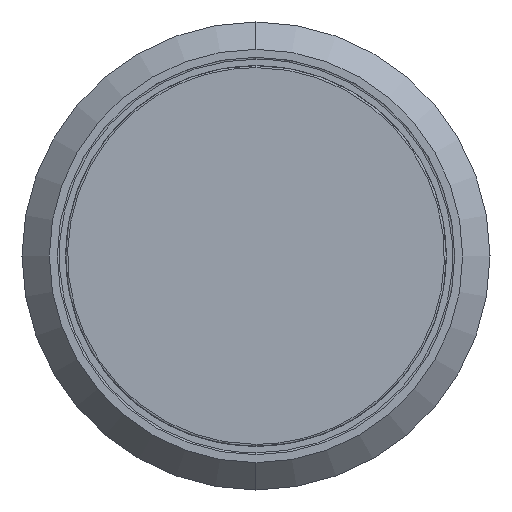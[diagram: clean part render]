
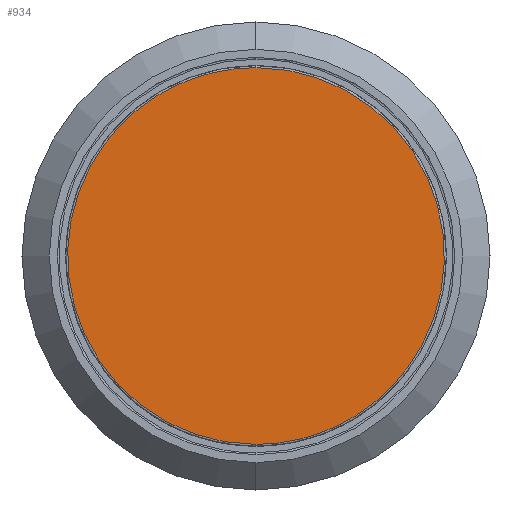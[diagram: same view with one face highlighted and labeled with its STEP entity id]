
A CAD part, left-side view. The second image highlights one B-rep face of the part: STEP entity #934.
In plain terms, the highlighted planar face has unit normal (-1, 0, 0).
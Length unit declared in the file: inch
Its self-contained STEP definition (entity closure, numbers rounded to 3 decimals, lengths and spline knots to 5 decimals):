
#73 = CARTESIAN_POINT ( 'NONE',  ( -0.17717, -0.38031, -0.19016 ) ) ;
#138 = CARTESIAN_POINT ( 'NONE',  ( -0.17717, 0., -0.19016 ) ) ;
#247 = ORIENTED_EDGE ( 'NONE', *, *, #2651, .F. ) ;
#366 = CARTESIAN_POINT ( 'NONE',  ( -0.17717, 0.38031, -0.19016 ) ) ;
#432 =( BOUNDED_CURVE ( )  B_SPLINE_CURVE ( 3, ( #1173, #1103, #73, #2479 ),
 .UNSPECIFIED., .F., .F. ) 
 B_SPLINE_CURVE_WITH_KNOTS ( ( 4, 4 ),
 ( 0., 1. ),
 .UNSPECIFIED. ) 
 CURVE ( )  GEOMETRIC_REPRESENTATION_ITEM ( )  RATIONAL_B_SPLINE_CURVE ( ( 1., 0.333, 0.333, 1. ) ) 
 REPRESENTATION_ITEM ( '' )  );
#915 = EDGE_CURVE ( 'NONE', #2795, #2722, #432, .T. ) ;
#934 = ADVANCED_FACE ( 'NONE', ( #1539 ), #2303, .F. ) ;
#1050 = EDGE_LOOP ( 'NONE', ( #247, #1735 ) ) ;
#1103 = CARTESIAN_POINT ( 'NONE',  ( -0.17717, -0.38031, 0.19016 ) ) ;
#1173 = CARTESIAN_POINT ( 'NONE',  ( -0.17717, 0., 0.19016 ) ) ;
#1223 =( BOUNDED_CURVE ( )  B_SPLINE_CURVE ( 3, ( #138, #366, #1478, #1718 ),
 .UNSPECIFIED., .F., .F. ) 
 B_SPLINE_CURVE_WITH_KNOTS ( ( 4, 4 ),
 ( 0., 1. ),
 .UNSPECIFIED. ) 
 CURVE ( )  GEOMETRIC_REPRESENTATION_ITEM ( )  RATIONAL_B_SPLINE_CURVE ( ( 1., 0.333, 0.333, 1. ) ) 
 REPRESENTATION_ITEM ( '' )  );
#1412 = CARTESIAN_POINT ( 'NONE',  ( -0.17717, 0., 0. ) ) ;
#1478 = CARTESIAN_POINT ( 'NONE',  ( -0.17717, 0.38031, 0.19016 ) ) ;
#1539 = FACE_OUTER_BOUND ( 'NONE', #1050, .T. ) ;
#1718 = CARTESIAN_POINT ( 'NONE',  ( -0.17717, 0., 0.19016 ) ) ;
#1735 = ORIENTED_EDGE ( 'NONE', *, *, #915, .F. ) ;
#2155 = AXIS2_PLACEMENT_3D ( 'NONE', #1412, #2709, #2700 ) ;
#2303 = PLANE ( 'NONE',  #2155 ) ;
#2442 = CARTESIAN_POINT ( 'NONE',  ( -0.17717, 0., 0.19016 ) ) ;
#2479 = CARTESIAN_POINT ( 'NONE',  ( -0.17717, 0., -0.19016 ) ) ;
#2651 = EDGE_CURVE ( 'NONE', #2722, #2795, #1223, .T. ) ;
#2700 = DIRECTION ( 'NONE',  ( 0., 0., -1. ) ) ;
#2709 = DIRECTION ( 'NONE',  ( 1., 0., 0. ) ) ;
#2722 = VERTEX_POINT ( 'NONE', #2853 ) ;
#2795 = VERTEX_POINT ( 'NONE', #2442 ) ;
#2853 = CARTESIAN_POINT ( 'NONE',  ( -0.17717, 0., -0.19016 ) ) ;
